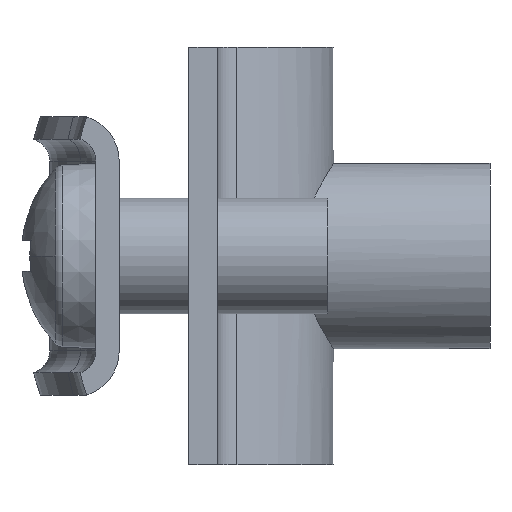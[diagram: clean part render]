
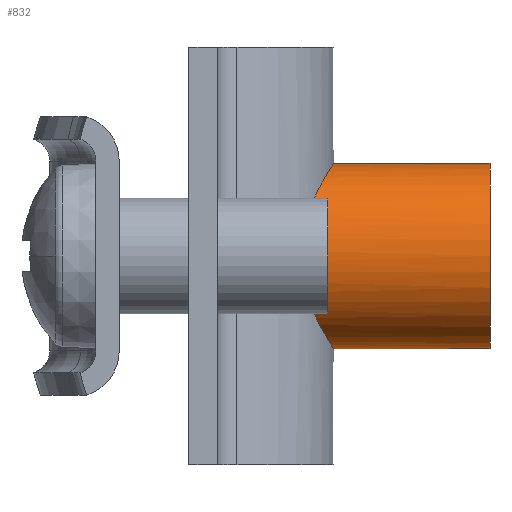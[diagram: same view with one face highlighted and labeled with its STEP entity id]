
A CAD part, left-side view. The second image highlights one B-rep face of the part: STEP entity #832.
In plain terms, the highlighted cylindrical face has radius 4 mm (diameter 8 mm), a partial arc.
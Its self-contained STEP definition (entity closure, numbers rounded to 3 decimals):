
#6 = EDGE_LOOP ( 'NONE', ( #76, #863, #2512, #2364 ) ) ;
#12 = B_SPLINE_CURVE_WITH_KNOTS ( 'NONE', 3,
 ( #916, #2494, #1151, #2721, #1382, #44, #1608, #267, #1849, #488, #2058, #707, #2283, #930, #2502, #1164, #2729, #1393, #54, #1619, #281, #1853, #498, #2068, #720, #2292, #943, #2516, #1173, #2739, #1403, #66, #1632, #290 ),
 .UNSPECIFIED., .F., .F.,
 ( 4, 2, 2, 2, 2, 2, 2, 2, 2, 2, 2, 2, 2, 2, 2, 2, 4 ),
 ( 0.013, 0.014, 0.014, 0.015, 0.016, 0.017, 0.018, 0.019, 0.019, 0.02, 0.021, 0.022, 0.023, 0.023, 0.024, 0.025, 0.026 ),
 .UNSPECIFIED. ) ;
#28 = VERTEX_POINT ( 'NONE', #1166 ) ;
#44 = CARTESIAN_POINT ( 'NONE',  ( -1.804, -5.989, 3.58 ) ) ;
#54 = CARTESIAN_POINT ( 'NONE',  ( -3.972, -4.826, -0.54 ) ) ;
#66 = CARTESIAN_POINT ( 'NONE',  ( -0.546, -6.232, -3.972 ) ) ;
#76 = ORIENTED_EDGE ( 'NONE', *, *, #1456, .F. ) ;
#267 = CARTESIAN_POINT ( 'NONE',  ( -2.46, -5.75, 3.165 ) ) ;
#281 = CARTESIAN_POINT ( 'NONE',  ( -3.786, -4.974, -1.316 ) ) ;
#290 = CARTESIAN_POINT ( 'NONE',  ( 0., -6.25, -4. ) ) ;
#488 = CARTESIAN_POINT ( 'NONE',  ( -3.017, -5.477, 2.639 ) ) ;
#498 = CARTESIAN_POINT ( 'NONE',  ( -3.461, -5.207, -2.022 ) ) ;
#556 = CARTESIAN_POINT ( 'NONE',  ( 0., 0.001, 0. ) ) ;
#663 = LINE ( 'NONE', #1686, #1813 ) ;
#707 = CARTESIAN_POINT ( 'NONE',  ( -3.461, -5.207, 2.021 ) ) ;
#720 = CARTESIAN_POINT ( 'NONE',  ( -3.014, -5.479, -2.642 ) ) ;
#747 = EDGE_CURVE ( 'NONE', #1433, #1395, #2420, .T. ) ;
#758 = AXIS2_PLACEMENT_3D ( 'NONE', #2599, #1028, #2373 ) ;
#784 = LINE ( 'NONE', #2625, #2056 ) ;
#832 = ADVANCED_FACE ( 'NONE', ( #2147 ), #946, .T. ) ;
#863 = ORIENTED_EDGE ( 'NONE', *, *, #1286, .T. ) ;
#916 = CARTESIAN_POINT ( 'NONE',  ( 0., -6.25, 4. ) ) ;
#930 = CARTESIAN_POINT ( 'NONE',  ( -3.787, -4.974, 1.314 ) ) ;
#943 = CARTESIAN_POINT ( 'NONE',  ( -2.46, -5.75, -3.164 ) ) ;
#946 = CYLINDRICAL_SURFACE ( 'NONE', #2565, 4. ) ;
#983 = CARTESIAN_POINT ( 'NONE',  ( 0., -13., 4. ) ) ;
#991 = CARTESIAN_POINT ( 'NONE',  ( 0., -13., -4. ) ) ;
#995 = DIRECTION ( 'NONE',  ( 0., -1., 0. ) ) ;
#1028 = DIRECTION ( 'NONE',  ( 0., 1., 0. ) ) ;
#1034 = CARTESIAN_POINT ( 'NONE',  ( 0., -6.25, 4. ) ) ;
#1137 = VERTEX_POINT ( 'NONE', #1034 ) ;
#1151 = CARTESIAN_POINT ( 'NONE',  ( -0.539, -6.232, 3.973 ) ) ;
#1164 = CARTESIAN_POINT ( 'NONE',  ( -3.973, -4.825, 0.537 ) ) ;
#1166 = CARTESIAN_POINT ( 'NONE',  ( 0., -6.25, -4. ) ) ;
#1173 = CARTESIAN_POINT ( 'NONE',  ( -1.803, -5.989, -3.58 ) ) ;
#1286 = EDGE_CURVE ( 'NONE', #1137, #28, #12, .T. ) ;
#1382 = CARTESIAN_POINT ( 'NONE',  ( -1.319, -6.114, 3.785 ) ) ;
#1393 = CARTESIAN_POINT ( 'NONE',  ( -4., -4.802, -0.267 ) ) ;
#1395 = VERTEX_POINT ( 'NONE', #983 ) ;
#1403 = CARTESIAN_POINT ( 'NONE',  ( -1.072, -6.163, -3.863 ) ) ;
#1433 = VERTEX_POINT ( 'NONE', #991 ) ;
#1456 = EDGE_CURVE ( 'NONE', #1137, #1395, #784, .T. ) ;
#1515 = DIRECTION ( 'NONE',  ( 0., -1., 0. ) ) ;
#1608 = CARTESIAN_POINT ( 'NONE',  ( -2.035, -5.914, 3.453 ) ) ;
#1619 = CARTESIAN_POINT ( 'NONE',  ( -3.865, -4.912, -1.063 ) ) ;
#1632 = CARTESIAN_POINT ( 'NONE',  ( -0.272, -6.25, -4. ) ) ;
#1686 = CARTESIAN_POINT ( 'NONE',  ( 0., 0.001, -4. ) ) ;
#1813 = VECTOR ( 'NONE', #995, 1000. ) ;
#1849 = CARTESIAN_POINT ( 'NONE',  ( -2.658, -5.66, 3. ) ) ;
#1853 = CARTESIAN_POINT ( 'NONE',  ( -3.583, -5.123, -1.797 ) ) ;
#2056 = VECTOR ( 'NONE', #1515, 1000. ) ;
#2058 = CARTESIAN_POINT ( 'NONE',  ( -3.177, -5.385, 2.443 ) ) ;
#2068 = CARTESIAN_POINT ( 'NONE',  ( -3.177, -5.385, -2.443 ) ) ;
#2127 = DIRECTION ( 'NONE',  ( 0., 0., -1. ) ) ;
#2147 = FACE_OUTER_BOUND ( 'NONE', #6, .T. ) ;
#2283 = CARTESIAN_POINT ( 'NONE',  ( -3.585, -5.121, 1.792 ) ) ;
#2292 = CARTESIAN_POINT ( 'NONE',  ( -2.656, -5.661, -3.002 ) ) ;
#2294 = EDGE_CURVE ( 'NONE', #28, #1433, #663, .T. ) ;
#2364 = ORIENTED_EDGE ( 'NONE', *, *, #747, .T. ) ;
#2373 = DIRECTION ( 'NONE',  ( 0., 0., 1. ) ) ;
#2420 = CIRCLE ( 'NONE', #758, 4. ) ;
#2494 = CARTESIAN_POINT ( 'NONE',  ( -0.269, -6.25, 4. ) ) ;
#2502 = CARTESIAN_POINT ( 'NONE',  ( -3.865, -4.912, 1.064 ) ) ;
#2512 = ORIENTED_EDGE ( 'NONE', *, *, #2294, .T. ) ;
#2516 = CARTESIAN_POINT ( 'NONE',  ( -2.035, -5.914, -3.453 ) ) ;
#2565 = AXIS2_PLACEMENT_3D ( 'NONE', #556, #2783, #2127 ) ;
#2599 = CARTESIAN_POINT ( 'NONE',  ( 0., -13., 0. ) ) ;
#2625 = CARTESIAN_POINT ( 'NONE',  ( 0., 0.001, 4. ) ) ;
#2721 = CARTESIAN_POINT ( 'NONE',  ( -1.067, -6.164, 3.865 ) ) ;
#2729 = CARTESIAN_POINT ( 'NONE',  ( -4., -4.802, 0.27 ) ) ;
#2739 = CARTESIAN_POINT ( 'NONE',  ( -1.323, -6.113, -3.784 ) ) ;
#2783 = DIRECTION ( 'NONE',  ( 0., -1., 0. ) ) ;
